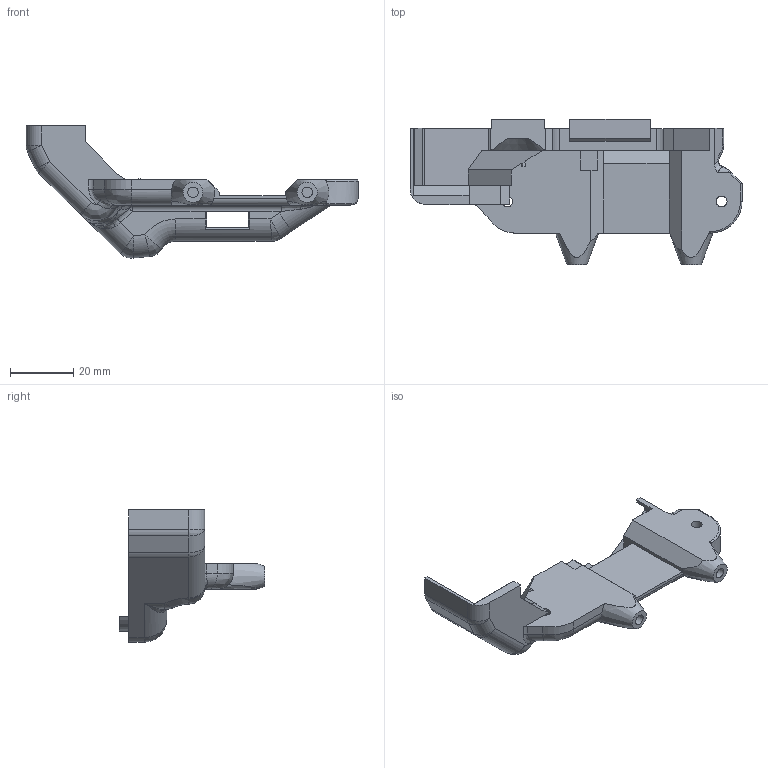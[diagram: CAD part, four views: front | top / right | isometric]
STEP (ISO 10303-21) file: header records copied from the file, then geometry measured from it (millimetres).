
FILE_DESCRIPTION(/* description */ (''),/* implementation_level */ '2;1');
FILE_NAME(/* name */ 'temp_holder_mcu.stp',/* time_stamp */ '2024-06-29T23:12:06-07:00',/* author */ ('aaron'),/* organization */ (''),/* preprocessor_version */ 'ST-DEVELOPER v19.2',/* originating_system */ 'Autodesk Inventor 2023',/* authorisation */ '');
FILE_SCHEMA (('AUTOMOTIVE_DESIGN { 1 0 10303 214 3 1 1 }'));
Length unit declared in the file: millimetre
Products named in the file (1): temp_holder_mcu
Bounding box: 104.63 x 46 x 41.67 mm (x, y, z)
Volume: 20916.8 mm3; surface area: 12418.6 mm2
Topology: 1 solids, 1 shells, 168 faces, 447 edges, 276 vertices
Faces by surface type: plane 77, cylinder 42, bspline 36, cone 5, sphere 5, torus 3
Full cylindrical faces by diameter (mm): 3.3 x2, 3.4 x2
Entity records: 6293 total; most frequent: CARTESIAN_POINT 2267, ORIENTED_EDGE 886, DIRECTION 762, EDGE_CURVE 443, VERTEX_POINT 276, AXIS2_PLACEMENT_3D 263, LINE 236, VECTOR 236
